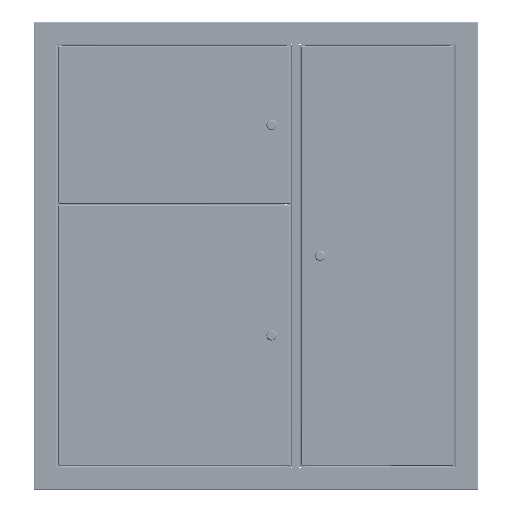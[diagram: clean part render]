
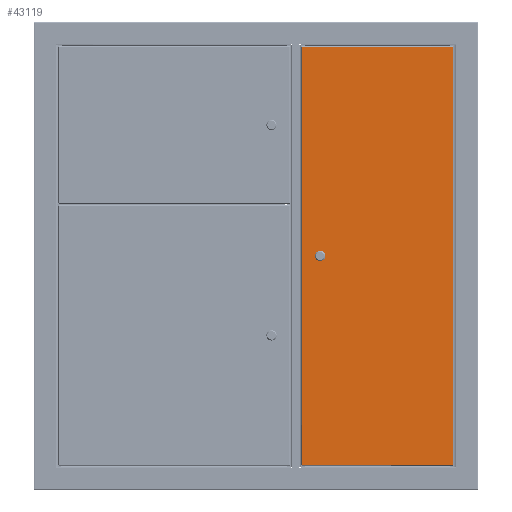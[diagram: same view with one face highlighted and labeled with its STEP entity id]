
A CAD part, top view. The second image highlights one B-rep face of the part: STEP entity #43119.
In plain terms, the highlighted planar face has unit normal (0, 0, 1).
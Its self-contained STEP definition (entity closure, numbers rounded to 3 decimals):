
#2916 = VERTEX_POINT ( 'NONE', #77735 ) ;
#5880 = PLANE ( 'NONE',  #86003 ) ;
#6018 = CARTESIAN_POINT ( 'NONE',  ( 444.551, 48.5, 0. ) ) ;
#6130 = VERTEX_POINT ( 'NONE', #79690 ) ;
#6191 = LINE ( 'NONE', #60279, #15116 ) ;
#6374 = VERTEX_POINT ( 'NONE', #10070 ) ;
#8669 = CARTESIAN_POINT ( 'NONE',  ( 448.2, 40., 0. ) ) ;
#9345 = DIRECTION ( 'NONE',  ( 1., 0., 0. ) ) ;
#9993 = AXIS2_PLACEMENT_3D ( 'NONE', #85971, #60259, #85538 ) ;
#10070 = CARTESIAN_POINT ( 'NONE',  ( 451.849, 48.5, 0. ) ) ;
#13669 = ORIENTED_EDGE ( 'NONE', *, *, #64160, .T. ) ;
#14299 = EDGE_CURVE ( 'NONE', #62871, #6130, #31422, .T. ) ;
#14419 = CARTESIAN_POINT ( 'NONE',  ( 444.551, 31.5, 0. ) ) ;
#15116 = VECTOR ( 'NONE', #19943, 1000. ) ;
#15754 = DIRECTION ( 'NONE',  ( 0., 0., 1. ) ) ;
#16170 = VECTOR ( 'NONE', #61957, 1000. ) ;
#17303 = ORIENTED_EDGE ( 'NONE', *, *, #28875, .F. ) ;
#19622 = FACE_BOUND ( 'NONE', #47662, .T. ) ;
#19943 = DIRECTION ( 'NONE',  ( 0., 1., 0. ) ) ;
#20977 = VERTEX_POINT ( 'NONE', #14419 ) ;
#22152 = VERTEX_POINT ( 'NONE', #6018 ) ;
#28218 = CIRCLE ( 'NONE', #9993, 9.25 ) ;
#28875 = EDGE_CURVE ( 'NONE', #22152, #20977, #28218, .T. ) ;
#31422 = CIRCLE ( 'NONE', #54260, 9.25 ) ;
#33143 = DIRECTION ( 'NONE',  ( 0., -1., 0. ) ) ;
#35040 = VECTOR ( 'NONE', #33143, 1000. ) ;
#35276 = DIRECTION ( 'NONE',  ( 1., 0., 0. ) ) ;
#36345 = EDGE_LOOP ( 'NONE', ( #36651, #13669, #65279, #53974 ) ) ;
#36651 = ORIENTED_EDGE ( 'NONE', *, *, #79844, .T. ) ;
#38142 = VERTEX_POINT ( 'NONE', #80469 ) ;
#38638 = CARTESIAN_POINT ( 'NONE',  ( 894.7, 1.7, 0. ) ) ;
#40390 = ORIENTED_EDGE ( 'NONE', *, *, #14299, .F. ) ;
#41078 = CIRCLE ( 'NONE', #52428, 9.25 ) ;
#42343 = ORIENTED_EDGE ( 'NONE', *, *, #71203, .F. ) ;
#43119 = ADVANCED_FACE ( 'NONE', ( #19622, #79884 ), #5880, .F. ) ;
#43330 = VECTOR ( 'NONE', #84985, 1000. ) ;
#43936 = DIRECTION ( 'NONE',  ( 0., 0., 1. ) ) ;
#45572 = VERTEX_POINT ( 'NONE', #38638 ) ;
#45665 = ORIENTED_EDGE ( 'NONE', *, *, #79878, .F. ) ;
#46786 = DIRECTION ( 'NONE',  ( -1., 0., 0. ) ) ;
#47662 = EDGE_LOOP ( 'NONE', ( #64867, #45665, #40390, #42343, #17303 ) ) ;
#48498 = CARTESIAN_POINT ( 'NONE',  ( 448.2, 40., 0. ) ) ;
#48814 = VERTEX_POINT ( 'NONE', #64732 ) ;
#49349 = VECTOR ( 'NONE', #46786, 1000. ) ;
#52428 = AXIS2_PLACEMENT_3D ( 'NONE', #8669, #15754, #35276 ) ;
#53750 = DIRECTION ( 'NONE',  ( 0., 0., -1. ) ) ;
#53874 = LINE ( 'NONE', #65846, #49349 ) ;
#53974 = ORIENTED_EDGE ( 'NONE', *, *, #64571, .T. ) ;
#54260 = AXIS2_PLACEMENT_3D ( 'NONE', #48498, #43936, #9345 ) ;
#55761 = LINE ( 'NONE', #69467, #16170 ) ;
#60259 = DIRECTION ( 'NONE',  ( 0., 0., 1. ) ) ;
#60279 = CARTESIAN_POINT ( 'NONE',  ( 894.7, 0., 0. ) ) ;
#61957 = DIRECTION ( 'NONE',  ( -1., 0., 0. ) ) ;
#62754 = CARTESIAN_POINT ( 'NONE',  ( 1.7, 1.7, 0. ) ) ;
#62871 = VERTEX_POINT ( 'NONE', #80621 ) ;
#63731 = LINE ( 'NONE', #77890, #43330 ) ;
#64160 = EDGE_CURVE ( 'NONE', #45572, #38142, #6191, .T. ) ;
#64571 = EDGE_CURVE ( 'NONE', #48814, #2916, #66799, .T. ) ;
#64732 = CARTESIAN_POINT ( 'NONE',  ( 1.7, 324., 0. ) ) ;
#64867 = ORIENTED_EDGE ( 'NONE', *, *, #69872, .F. ) ;
#65279 = ORIENTED_EDGE ( 'NONE', *, *, #66104, .T. ) ;
#65846 = CARTESIAN_POINT ( 'NONE',  ( 894.993, 324., 0. ) ) ;
#66104 = EDGE_CURVE ( 'NONE', #38142, #48814, #53874, .T. ) ;
#66799 = LINE ( 'NONE', #73031, #35040 ) ;
#67903 = CARTESIAN_POINT ( 'NONE',  ( 0., 325.7, 0. ) ) ;
#68077 = LINE ( 'NONE', #62754, #70759 ) ;
#69467 = CARTESIAN_POINT ( 'NONE',  ( 451.849, 48.5, 0. ) ) ;
#69872 = EDGE_CURVE ( 'NONE', #6374, #22152, #55761, .T. ) ;
#70759 = VECTOR ( 'NONE', #75171, 1000. ) ;
#71203 = EDGE_CURVE ( 'NONE', #20977, #62871, #63731, .T. ) ;
#73031 = CARTESIAN_POINT ( 'NONE',  ( 1.7, 324.293, 0. ) ) ;
#74561 = DIRECTION ( 'NONE',  ( -1., 0., 0. ) ) ;
#75171 = DIRECTION ( 'NONE',  ( 1., 0., 0. ) ) ;
#77735 = CARTESIAN_POINT ( 'NONE',  ( 1.7, 1.7, 0. ) ) ;
#77890 = CARTESIAN_POINT ( 'NONE',  ( 451.849, 31.5, 0. ) ) ;
#79690 = CARTESIAN_POINT ( 'NONE',  ( 457.45, 40., 0. ) ) ;
#79844 = EDGE_CURVE ( 'NONE', #2916, #45572, #68077, .T. ) ;
#79878 = EDGE_CURVE ( 'NONE', #6130, #6374, #41078, .T. ) ;
#79884 = FACE_OUTER_BOUND ( 'NONE', #36345, .T. ) ;
#80469 = CARTESIAN_POINT ( 'NONE',  ( 894.7, 324., 0. ) ) ;
#80621 = CARTESIAN_POINT ( 'NONE',  ( 451.849, 31.5, 0. ) ) ;
#84985 = DIRECTION ( 'NONE',  ( 1., 0., 0. ) ) ;
#85538 = DIRECTION ( 'NONE',  ( 1., 0., 0. ) ) ;
#85971 = CARTESIAN_POINT ( 'NONE',  ( 448.2, 40., 0. ) ) ;
#86003 = AXIS2_PLACEMENT_3D ( 'NONE', #67903, #53750, #74561 ) ;
